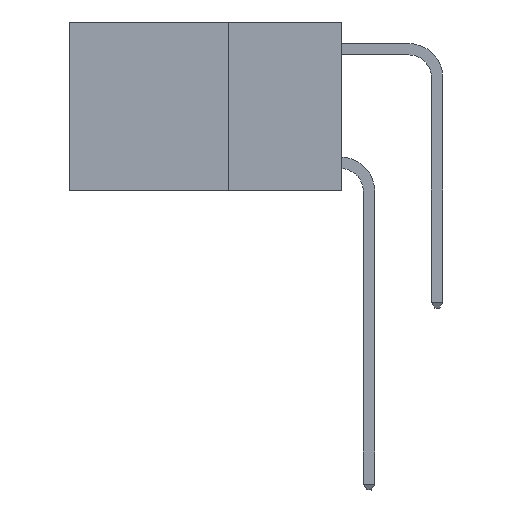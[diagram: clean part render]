
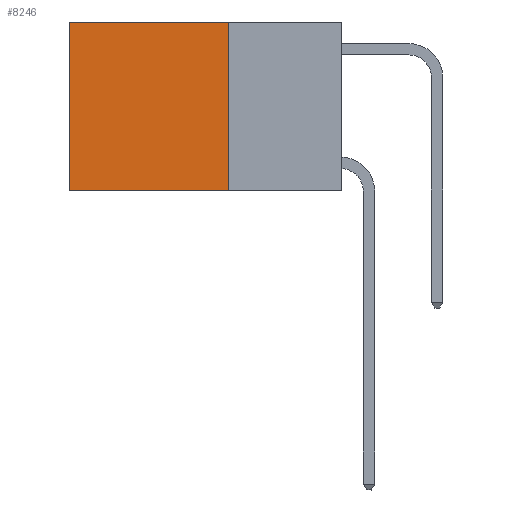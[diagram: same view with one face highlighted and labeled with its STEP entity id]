
A CAD part, left-side view. The second image highlights one B-rep face of the part: STEP entity #8246.
In plain terms, the highlighted planar face has unit normal (-1, 0, 0).
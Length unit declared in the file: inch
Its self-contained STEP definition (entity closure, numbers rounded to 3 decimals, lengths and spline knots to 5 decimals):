
#70 = VECTOR ( 'NONE', #79, 39.37008 ) ;
#79 = DIRECTION ( 'NONE',  ( 0., 0., -1. ) ) ;
#1178 = EDGE_CURVE ( 'NONE', #2864, #10036, #9515, .T. ) ;
#1219 = AXIS2_PLACEMENT_3D ( 'NONE', #10854, #7887, #2043 ) ;
#1423 = VERTEX_POINT ( 'NONE', #6949 ) ;
#1501 = VECTOR ( 'NONE', #7721, 39.37008 ) ;
#2043 = DIRECTION ( 'NONE',  ( 0., 0., -1. ) ) ;
#2496 = CARTESIAN_POINT ( 'NONE',  ( 0.2625, 0.6, 0. ) ) ;
#2569 = CARTESIAN_POINT ( 'NONE',  ( 0.2625, 0.25, 0. ) ) ;
#2753 = LINE ( 'NONE', #4988, #70 ) ;
#2864 = VERTEX_POINT ( 'NONE', #2569 ) ;
#2900 = EDGE_LOOP ( 'NONE', ( #4379, #6936, #3601, #7167 ) ) ;
#3601 = ORIENTED_EDGE ( 'NONE', *, *, #7719, .F. ) ;
#3740 = LINE ( 'NONE', #4785, #1501 ) ;
#4379 = ORIENTED_EDGE ( 'NONE', *, *, #6338, .T. ) ;
#4606 = CARTESIAN_POINT ( 'NONE',  ( 0.2625, 0.25, -0.37 ) ) ;
#4785 = CARTESIAN_POINT ( 'NONE',  ( 0.2625, 0.25, 0. ) ) ;
#4988 = CARTESIAN_POINT ( 'NONE',  ( 0.2625, 0.6, 0. ) ) ;
#5072 = EDGE_CURVE ( 'NONE', #1423, #12131, #12201, .T. ) ;
#5926 = CARTESIAN_POINT ( 'NONE',  ( 0.2625, 0.6, -0.37 ) ) ;
#6338 = EDGE_CURVE ( 'NONE', #10036, #12131, #2753, .T. ) ;
#6605 = DIRECTION ( 'NONE',  ( 0., 1., 0. ) ) ;
#6936 = ORIENTED_EDGE ( 'NONE', *, *, #5072, .F. ) ;
#6949 = CARTESIAN_POINT ( 'NONE',  ( 0.2625, 0.25, -0.37 ) ) ;
#7167 = ORIENTED_EDGE ( 'NONE', *, *, #1178, .T. ) ;
#7719 = EDGE_CURVE ( 'NONE', #2864, #1423, #3740, .T. ) ;
#7721 = DIRECTION ( 'NONE',  ( 0., 0., -1. ) ) ;
#7887 = DIRECTION ( 'NONE',  ( 1., 0., 0. ) ) ;
#8246 = ADVANCED_FACE ( 'NONE', ( #8863 ), #9867, .F. ) ;
#8863 = FACE_OUTER_BOUND ( 'NONE', #2900, .T. ) ;
#9414 = VECTOR ( 'NONE', #6605, 39.37008 ) ;
#9515 = LINE ( 'NONE', #11643, #12029 ) ;
#9867 = PLANE ( 'NONE',  #1219 ) ;
#10036 = VERTEX_POINT ( 'NONE', #2496 ) ;
#10854 = CARTESIAN_POINT ( 'NONE',  ( 0.2625, 0.25, 0. ) ) ;
#11631 = DIRECTION ( 'NONE',  ( 0., 1., 0. ) ) ;
#11643 = CARTESIAN_POINT ( 'NONE',  ( 0.2625, 0.25, 0. ) ) ;
#12029 = VECTOR ( 'NONE', #11631, 39.37008 ) ;
#12131 = VERTEX_POINT ( 'NONE', #5926 ) ;
#12201 = LINE ( 'NONE', #4606, #9414 ) ;
